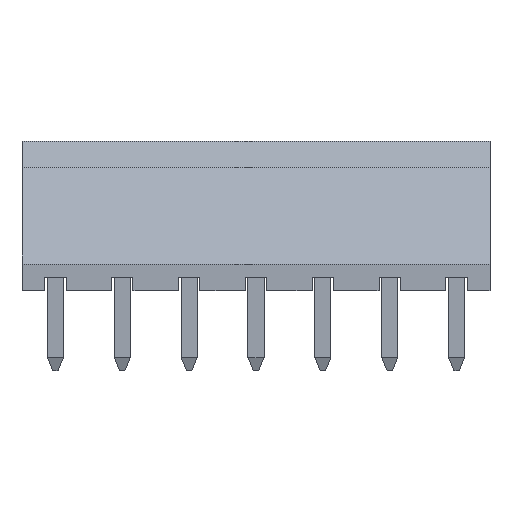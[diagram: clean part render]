
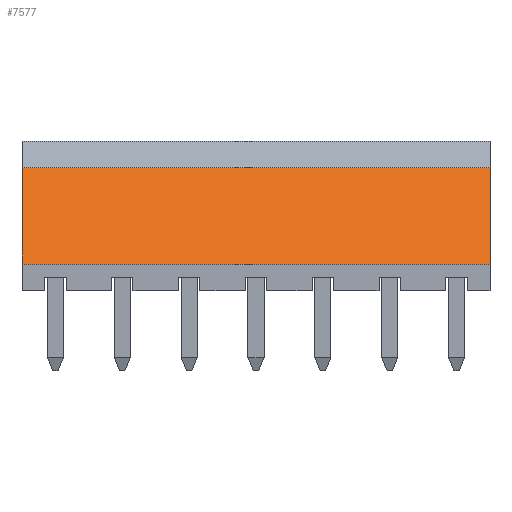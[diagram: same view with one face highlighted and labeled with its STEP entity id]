
A CAD part, front view. The second image highlights one B-rep face of the part: STEP entity #7577.
In plain terms, the highlighted planar face has unit normal (0, -0.811, 0.586).
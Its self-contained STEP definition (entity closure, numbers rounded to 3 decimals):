
#7396 = PLANE('',#7397);
#7397 = AXIS2_PLACEMENT_3D('',#7398,#7399,#7400);
#7398 = CARTESIAN_POINT('',(-1.25,0.4,4.6));
#7399 = DIRECTION('',(0.,0.,-1.));
#7400 = DIRECTION('',(0.,-1.,0.));
#7421 = VERTEX_POINT('',#7422);
#7422 = CARTESIAN_POINT('',(16.25,-0.4,4.6));
#7436 = PLANE('',#7437);
#7437 = AXIS2_PLACEMENT_3D('',#7438,#7439,#7440);
#7438 = CARTESIAN_POINT('',(16.25,0.384,2.186));
#7439 = DIRECTION('',(1.,0.,0.));
#7440 = DIRECTION('',(0.,0.,1.));
#7448 = EDGE_CURVE('',#7449,#7421,#7451,.T.);
#7449 = VERTEX_POINT('',#7450);
#7450 = CARTESIAN_POINT('',(-1.25,-0.4,4.6));
#7451 = SURFACE_CURVE('',#7452,(#7456,#7463),.PCURVE_S1.);
#7452 = LINE('',#7453,#7454);
#7453 = CARTESIAN_POINT('',(-1.25,-0.4,4.6));
#7454 = VECTOR('',#7455,1.);
#7455 = DIRECTION('',(1.,0.,0.));
#7456 = PCURVE('',#7396,#7457);
#7457 = DEFINITIONAL_REPRESENTATION('',(#7458),#7462);
#7458 = LINE('',#7459,#7460);
#7459 = CARTESIAN_POINT('',(0.8,0.));
#7460 = VECTOR('',#7461,1.);
#7461 = DIRECTION('',(0.,-1.));
#7462 = ( GEOMETRIC_REPRESENTATION_CONTEXT(2) 
PARAMETRIC_REPRESENTATION_CONTEXT() REPRESENTATION_CONTEXT('2D SPACE',''
  ) );
#7463 = PCURVE('',#7464,#7469);
#7464 = PLANE('',#7465);
#7465 = AXIS2_PLACEMENT_3D('',#7466,#7467,#7468);
#7466 = CARTESIAN_POINT('',(-1.25,-0.4,4.6));
#7467 = DIRECTION('',(0.,0.811,-0.585));
#7468 = DIRECTION('',(0.,-0.585,-0.811));
#7469 = DEFINITIONAL_REPRESENTATION('',(#7470),#7474);
#7470 = LINE('',#7471,#7472);
#7471 = CARTESIAN_POINT('',(0.,0.));
#7472 = VECTOR('',#7473,1.);
#7473 = DIRECTION('',(0.,-1.));
#7474 = ( GEOMETRIC_REPRESENTATION_CONTEXT(2) 
PARAMETRIC_REPRESENTATION_CONTEXT() REPRESENTATION_CONTEXT('2D SPACE',''
  ) );
#7490 = PLANE('',#7491);
#7491 = AXIS2_PLACEMENT_3D('',#7492,#7493,#7494);
#7492 = CARTESIAN_POINT('',(-1.25,0.384,2.186));
#7493 = DIRECTION('',(1.,0.,0.));
#7494 = DIRECTION('',(0.,0.,1.));
#7577 = ADVANCED_FACE('',(#7578),#7464,.F.);
#7578 = FACE_BOUND('',#7579,.F.);
#7579 = EDGE_LOOP('',(#7580,#7581,#7604,#7632));
#7580 = ORIENTED_EDGE('',*,*,#7448,.T.);
#7581 = ORIENTED_EDGE('',*,*,#7582,.T.);
#7582 = EDGE_CURVE('',#7421,#7583,#7585,.T.);
#7583 = VERTEX_POINT('',#7584);
#7584 = CARTESIAN_POINT('',(16.25,-3.,1.));
#7585 = SURFACE_CURVE('',#7586,(#7590,#7597),.PCURVE_S1.);
#7586 = LINE('',#7587,#7588);
#7587 = CARTESIAN_POINT('',(16.25,-0.4,4.6));
#7588 = VECTOR('',#7589,1.);
#7589 = DIRECTION('',(0.,-0.585,-0.811));
#7590 = PCURVE('',#7464,#7591);
#7591 = DEFINITIONAL_REPRESENTATION('',(#7592),#7596);
#7592 = LINE('',#7593,#7594);
#7593 = CARTESIAN_POINT('',(0.,-17.5));
#7594 = VECTOR('',#7595,1.);
#7595 = DIRECTION('',(1.,0.));
#7596 = ( GEOMETRIC_REPRESENTATION_CONTEXT(2) 
PARAMETRIC_REPRESENTATION_CONTEXT() REPRESENTATION_CONTEXT('2D SPACE',''
  ) );
#7597 = PCURVE('',#7436,#7598);
#7598 = DEFINITIONAL_REPRESENTATION('',(#7599),#7603);
#7599 = LINE('',#7600,#7601);
#7600 = CARTESIAN_POINT('',(2.414,0.784));
#7601 = VECTOR('',#7602,1.);
#7602 = DIRECTION('',(-0.811,0.585));
#7603 = ( GEOMETRIC_REPRESENTATION_CONTEXT(2) 
PARAMETRIC_REPRESENTATION_CONTEXT() REPRESENTATION_CONTEXT('2D SPACE',''
  ) );
#7604 = ORIENTED_EDGE('',*,*,#7605,.F.);
#7605 = EDGE_CURVE('',#7606,#7583,#7608,.T.);
#7606 = VERTEX_POINT('',#7607);
#7607 = CARTESIAN_POINT('',(-1.25,-3.,1.));
#7608 = SURFACE_CURVE('',#7609,(#7613,#7620),.PCURVE_S1.);
#7609 = LINE('',#7610,#7611);
#7610 = CARTESIAN_POINT('',(-1.25,-3.,1.));
#7611 = VECTOR('',#7612,1.);
#7612 = DIRECTION('',(1.,0.,0.));
#7613 = PCURVE('',#7464,#7614);
#7614 = DEFINITIONAL_REPRESENTATION('',(#7615),#7619);
#7615 = LINE('',#7616,#7617);
#7616 = CARTESIAN_POINT('',(4.441,0.));
#7617 = VECTOR('',#7618,1.);
#7618 = DIRECTION('',(0.,-1.));
#7619 = ( GEOMETRIC_REPRESENTATION_CONTEXT(2) 
PARAMETRIC_REPRESENTATION_CONTEXT() REPRESENTATION_CONTEXT('2D SPACE',''
  ) );
#7620 = PCURVE('',#7621,#7626);
#7621 = PLANE('',#7622);
#7622 = AXIS2_PLACEMENT_3D('',#7623,#7624,#7625);
#7623 = CARTESIAN_POINT('',(-1.25,-3.,1.));
#7624 = DIRECTION('',(0.,1.,0.));
#7625 = DIRECTION('',(0.,0.,-1.));
#7626 = DEFINITIONAL_REPRESENTATION('',(#7627),#7631);
#7627 = LINE('',#7628,#7629);
#7628 = CARTESIAN_POINT('',(0.,0.));
#7629 = VECTOR('',#7630,1.);
#7630 = DIRECTION('',(0.,-1.));
#7631 = ( GEOMETRIC_REPRESENTATION_CONTEXT(2) 
PARAMETRIC_REPRESENTATION_CONTEXT() REPRESENTATION_CONTEXT('2D SPACE',''
  ) );
#7632 = ORIENTED_EDGE('',*,*,#7633,.F.);
#7633 = EDGE_CURVE('',#7449,#7606,#7634,.T.);
#7634 = SURFACE_CURVE('',#7635,(#7639,#7646),.PCURVE_S1.);
#7635 = LINE('',#7636,#7637);
#7636 = CARTESIAN_POINT('',(-1.25,-0.4,4.6));
#7637 = VECTOR('',#7638,1.);
#7638 = DIRECTION('',(0.,-0.585,-0.811));
#7639 = PCURVE('',#7464,#7640);
#7640 = DEFINITIONAL_REPRESENTATION('',(#7641),#7645);
#7641 = LINE('',#7642,#7643);
#7642 = CARTESIAN_POINT('',(0.,0.));
#7643 = VECTOR('',#7644,1.);
#7644 = DIRECTION('',(1.,0.));
#7645 = ( GEOMETRIC_REPRESENTATION_CONTEXT(2) 
PARAMETRIC_REPRESENTATION_CONTEXT() REPRESENTATION_CONTEXT('2D SPACE',''
  ) );
#7646 = PCURVE('',#7490,#7647);
#7647 = DEFINITIONAL_REPRESENTATION('',(#7648),#7652);
#7648 = LINE('',#7649,#7650);
#7649 = CARTESIAN_POINT('',(2.414,0.784));
#7650 = VECTOR('',#7651,1.);
#7651 = DIRECTION('',(-0.811,0.585));
#7652 = ( GEOMETRIC_REPRESENTATION_CONTEXT(2) 
PARAMETRIC_REPRESENTATION_CONTEXT() REPRESENTATION_CONTEXT('2D SPACE',''
  ) );
